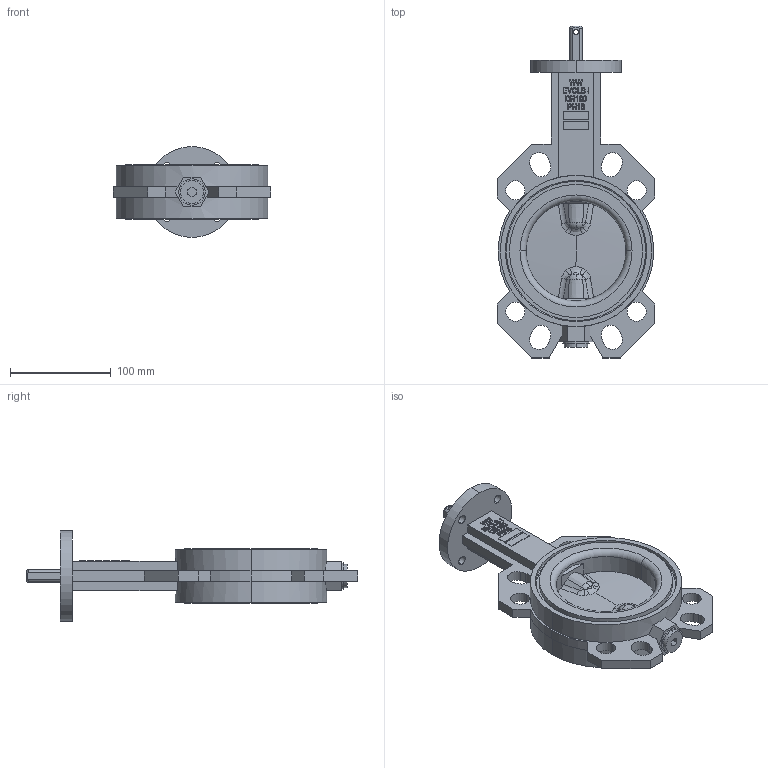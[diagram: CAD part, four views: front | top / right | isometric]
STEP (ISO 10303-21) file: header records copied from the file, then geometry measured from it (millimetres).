
FILE_DESCRIPTION (( 'STEP AP214' ), '1' );
FILE_NAME ('EVCLS-i DN100 PN16 F07-L12.STEP', '2024-04-24T13:55:30', ( '' ), ( '' ), 'SwSTEP 2.0', 'SolidWorks 2015', '' );
FILE_SCHEMA (( 'AUTOMOTIVE_DESIGN' ));
Length unit declared in the file: millimetre
Products named in the file (1): EVCLS-i DN100 PN16 F07-L12
Bounding box: 156 x 329 x 90 mm (x, y, z)
Volume: 851881.8 mm3; surface area: 135698.6 mm2
Topology: 1 solids, 1 shells, 449 faces, 1184 edges, 775 vertices
Faces by surface type: plane 237, bspline 100, cylinder 72, torus 24, cone 12, sphere 4
Entity records: 22974 total; most frequent: CARTESIAN_POINT 8279, ORIENTED_EDGE 2368, DIRECTION 1875, EDGE_CURVE 1184, VERTEX_POINT 775, LINE 709, VECTOR 709, AXIS2_PLACEMENT_3D 583
